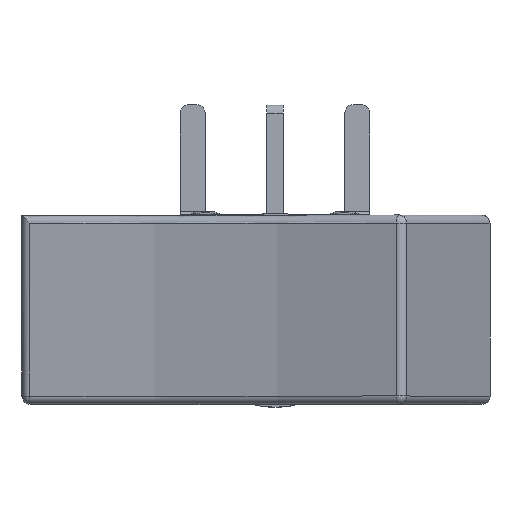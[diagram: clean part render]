
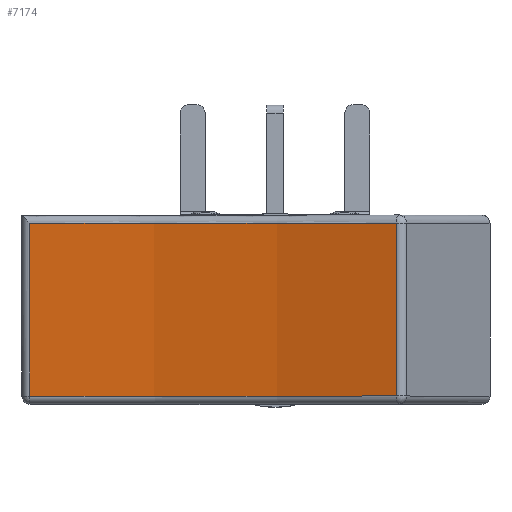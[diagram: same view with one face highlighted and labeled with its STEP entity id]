
A CAD part, top view. The second image highlights one B-rep face of the part: STEP entity #7174.
In plain terms, the highlighted cylindrical face has radius 36.671 mm (diameter 73.342 mm), a partial arc.
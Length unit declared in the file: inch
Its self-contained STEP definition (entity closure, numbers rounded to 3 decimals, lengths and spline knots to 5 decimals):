
#6726=CARTESIAN_POINT('',(0.1475,0.10512,0.74122));
#6727=VERTEX_POINT('',#6726);
#6761=CARTESIAN_POINT('',(0.1475,-0.10512,0.74122));
#6762=VERTEX_POINT('',#6761);
#6805=CARTESIAN_POINT('',(-0.29835,-0.10512,0.64238));
#6806=VERTEX_POINT('',#6805);
#6830=CARTESIAN_POINT('',(-0.38398,-0.10512,2.08359));
#6831=DIRECTION('',(0.0,1.0,0.0));
#6832=DIRECTION('',(0.216,0.0,-0.976));
#6833=AXIS2_PLACEMENT_3D('',#6830,#6831,#6832);
#6834=CIRCLE('',#6833,1.44375);
#6835=EDGE_CURVE('',#6762,#6806,#6834,.T.);
#6862=CARTESIAN_POINT('',(-0.29835,0.10512,0.64238));
#6863=VERTEX_POINT('',#6862);
#6864=CARTESIAN_POINT('',(-0.29835,-0.10512,0.64238));
#6865=DIRECTION('',(0.0,1.0,0.0));
#6866=VECTOR('',#6865,0.21024);
#6867=LINE('',#6864,#6866);
#6868=EDGE_CURVE('',#6806,#6863,#6867,.T.);
#6926=CARTESIAN_POINT('',(0.1475,0.10512,0.74122));
#6927=DIRECTION('',(0.0,-1.0,0.0));
#6928=VECTOR('',#6927,0.21024);
#6929=LINE('',#6926,#6928);
#6930=EDGE_CURVE('',#6727,#6762,#6929,.T.);
#6979=CARTESIAN_POINT('',(-0.38398,0.10512,2.08359));
#6980=DIRECTION('',(0.0,-1.0,0.0));
#6981=DIRECTION('',(0.216,0.0,-0.976));
#6982=AXIS2_PLACEMENT_3D('',#6979,#6980,#6981);
#6983=CIRCLE('',#6982,1.44375);
#6984=EDGE_CURVE('',#6863,#6727,#6983,.T.);
#7163=CARTESIAN_POINT('',(-0.38398,-0.11563,2.08359));
#7164=DIRECTION('',(0.0,1.0,0.0));
#7165=DIRECTION('',(-0.374,0.0,0.927));
#7166=AXIS2_PLACEMENT_3D('',#7163,#7164,#7165);
#7167=CYLINDRICAL_SURFACE('',#7166,1.44375);
#7168=ORIENTED_EDGE('',*,*,#6835,.F.);
#7169=ORIENTED_EDGE('',*,*,#6930,.F.);
#7170=ORIENTED_EDGE('',*,*,#6984,.F.);
#7171=ORIENTED_EDGE('',*,*,#6868,.F.);
#7172=EDGE_LOOP('',(#7168,#7169,#7170,#7171));
#7173=FACE_OUTER_BOUND('',#7172,.T.);
#7174=ADVANCED_FACE('',(#7173),#7167,.F.);
